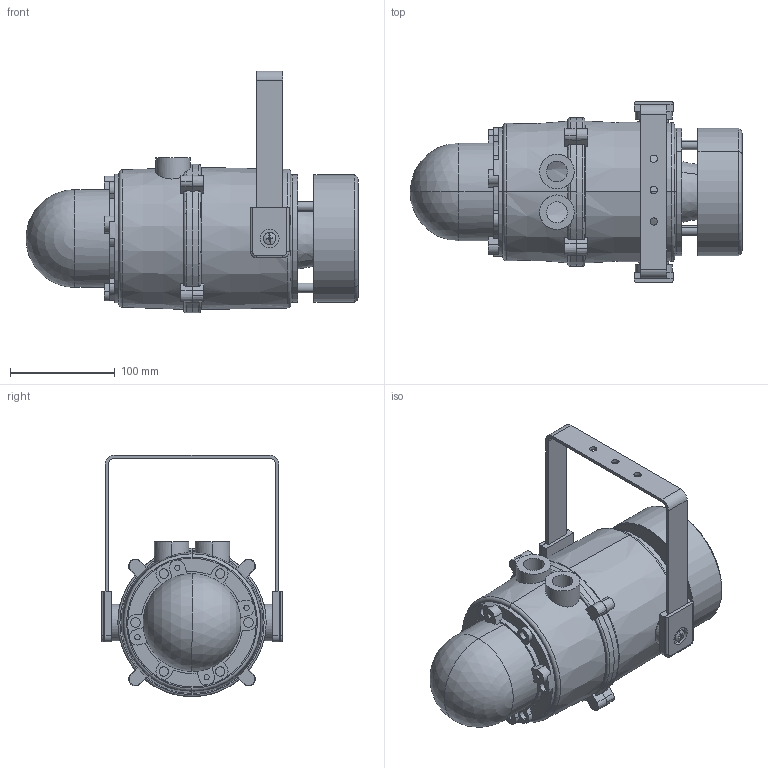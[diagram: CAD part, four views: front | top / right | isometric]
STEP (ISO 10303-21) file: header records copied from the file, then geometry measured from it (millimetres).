
FILE_DESCRIPTION (( 'STEP AP214' ), '1' );
FILE_NAME ('D207-05-511-3D_Issue_A.STEP', '2020-12-18T12:29:25', ( 'User' ), ( '' ), 'SwSTEP 2.0', 'SolidWorks 2020', '' );
FILE_SCHEMA (( 'AUTOMOTIVE_DESIGN' ));
Length unit declared in the file: millimetre
Products named in the file (10): RADIAL HORN_perimeter radial slots; D207-05-511-3D_Issue_A; E2X Combined Cover; WAA300N2MM; c; E2X Sounder Enclosure; b; Stirrup subassy; a; M6 pan head
Assembly tree (12 placements, depth 3):
  D207-05-511-3D_Issue_A
    E2X Sounder Enclosure
    WAA300N2MM
    E2X Combined Cover
    Stirrup subassy
      a  x2
      c
      b  x2
      M6 pan head  x2
    RADIAL HORN_perimeter radial slots
Bounding box: 317.44 x 173.74 x 231 mm (x, y, z)
Volume: 1721711.6 mm3; surface area: 367494 mm2
Topology: 11 solids, 11 shells, 475 faces, 1182 edges, 760 vertices
Faces by surface type: cylinder 192, plane 184, cone 48, torus 35, bspline 12, sphere 4
Entity records: 13433 total; most frequent: CARTESIAN_POINT 3319, DIRECTION 2159, ORIENTED_EDGE 1974, EDGE_CURVE 987, AXIS2_PLACEMENT_3D 878, VERTEX_POINT 644, CIRCLE 472, EDGE_LOOP 471
